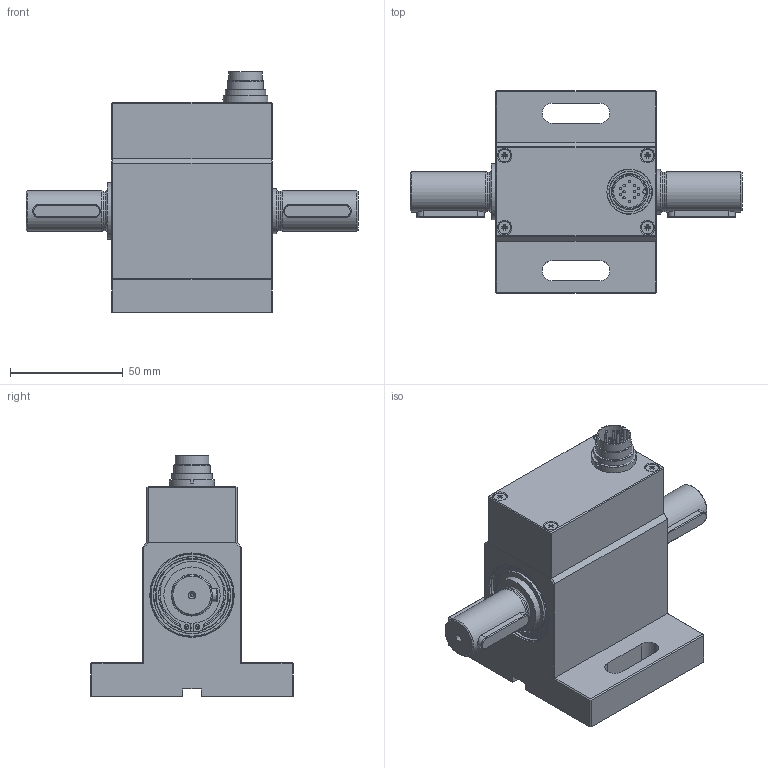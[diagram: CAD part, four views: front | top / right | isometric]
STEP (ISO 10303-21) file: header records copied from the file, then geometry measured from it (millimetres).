
FILE_DESCRIPTION( ( 'Unknown' ), '1' );
FILE_NAME( '2531-Z12_DOC-00098059.stp', 'Unknown', ( 'Unknown' ), ( 'Unknown' ), 'PSStep 17.0.49', 'Unknown', ' ' );
FILE_SCHEMA( ( 'AUTOMOTIVE_DESIGN { 1 0 10303 214 1 1 1 1 }' ) );
Length unit declared in the file: millimetre
Products named in the file (28): 2318-B01_Gehäusedeckel_DOC-00070626; 2318-001_DOC-00070613; Senkschraube DIN 965-M3x30-H; Senkschraube DIN 965-M3x30-H-oa1; Senkschraube DIN 965-M3x30-H-oa2; Senkschraube DIN 965-M3x30-H-oa3; 2212-b01_doc-00048945; 2212-001_doc-00028048; Sicherungsring DIN 472-32x1,2-T1; INA-20x32x7-61804 2Z; 2531-B09_DOC-00098055; ina-25x37x7-61805 2z; sicherungsring din 471-20x1,2-t1; sicherungsring din 471-25x1,2-t1; 2531-009_Welle_DOC-00069362; Paßfeder A6x6x30 DIN 6885_DOC-00070061; Paßfeder A6x6x30 DIN 6885_DOC-00070061-oa0; Assem1; Flanschstecker_DOC-00073061; mutter_09-0323-89-06_DOC-00067592
Assembly tree (27 placements, depth 3):
  Assem1
    Flanschstecker_DOC-00073061
    mutter_09-0323-89-06_DOC-00067592
    2531-B09_DOC-00098055
      ina-25x37x7-61805 2z
      ina-25x37x7-61805 2z
      ina-25x37x7-61805 2z
      ina-25x37x7-61805 2z
      ina-25x37x7-61805 2z
      sicherungsring din 471-20x1,2-t1
      sicherungsring din 471-25x1,2-t1
      2531-009_Welle_DOC-00069362
      Paßfeder A6x6x30 DIN 6885_DOC-00070061
      Paßfeder A6x6x30 DIN 6885_DOC-00070061-oa0
    2212-b01_doc-00048945
      2212-001_doc-00028048
      Sicherungsring DIN 472-32x1,2-T1
      INA-20x32x7-61804 2Z
      INA-20x32x7-61804 2Z
      INA-20x32x7-61804 2Z
      INA-20x32x7-61804 2Z
      INA-20x32x7-61804 2Z
    2318-B01_Gehäusedeckel_DOC-00070626
      2318-001_DOC-00070613
      Senkschraube DIN 965-M3x30-H
      Senkschraube DIN 965-M3x30-H-oa1
      Senkschraube DIN 965-M3x30-H-oa2
      Senkschraube DIN 965-M3x30-H-oa3
Bounding box: 147.5 x 90 x 107 mm (x, y, z)
Volume: 302294.1 mm3; surface area: 82032.1 mm2
Topology: 24 solids, 26 shells, 551 faces, 1232 edges, 793 vertices
Faces by surface type: plane 292, cylinder 191, cone 38, torus 30
Full cylindrical faces by diameter (mm): 1 x24, 1.6 x2, 2 x4, 2.387 x4, 2.5 x2, 3 x4, 3.242 x4, 3.4 x4, 5.6 x4, 13.5 x1, 14.5 x1, 15 x1, 16 x2, 17.188 x1, 17.4 x1, 17.6 x1, 18 x3, 19 x1, 20 x5, 22 x1, 23.9 x3, 24.1 x2, 24.2 x2, 25 x3, 28.5 x2, 28.9 x2, 29.28 x2, 29.48 x2, 29.5 x2, 29.64 x2
Entity records: 20318 total; most frequent: DIRECTION 2614, CARTESIAN_POINT 2470, ORIENTED_EDGE 2012, AXIS2_PLACEMENT_3D 1034, EDGE_CURVE 1006, EDGE_LOOP 828, PRESENTATION_STYLE_ASSIGNMENT 814, COLOUR_RGB 814
